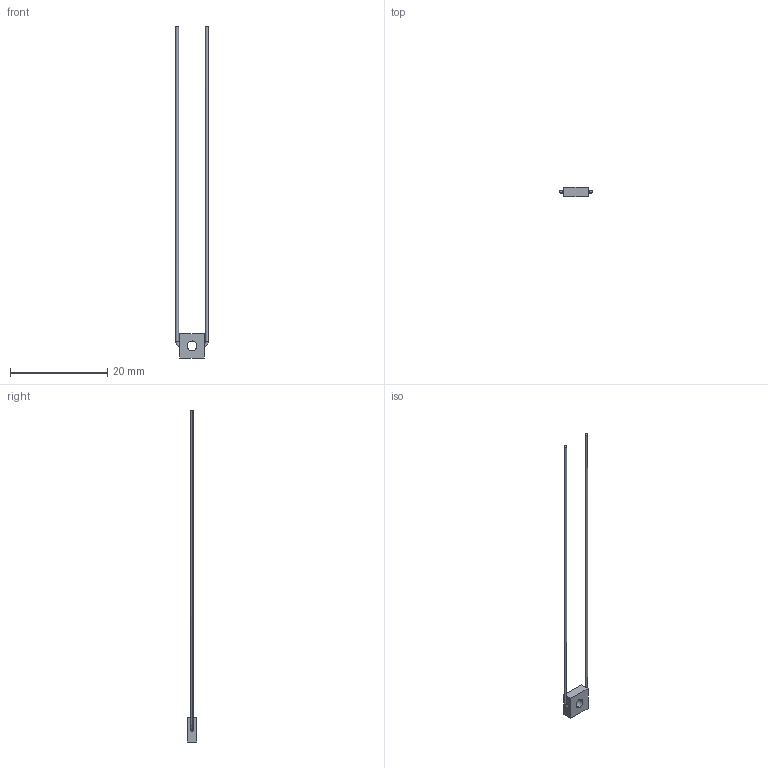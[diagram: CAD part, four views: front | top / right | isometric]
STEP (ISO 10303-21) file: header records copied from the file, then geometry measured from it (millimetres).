
FILE_DESCRIPTION (( 'STEP AP214' ), '1' );
FILE_NAME ('CTN008936.STEP', '2016-06-21T01:44:08', ( '' ), ( '' ), 'SwSTEP 2.0', 'SolidWorks 2016', '' );
FILE_SCHEMA (( 'AUTOMOTIVE_DESIGN' ));
Length unit declared in the file: millimetre
Products named in the file (1): CTN008936
Bounding box: 6.67 x 2 x 68.34 mm (x, y, z)
Volume: 73.1 mm3; surface area: 317.9 mm2
Topology: 1 solids, 1 shells, 18 faces, 38 edges, 24 vertices
Faces by surface type: bspline 8, plane 8, cylinder 2
Entity records: 947 total; most frequent: CARTESIAN_POINT 441, ORIENTED_EDGE 76, DIRECTION 52, EDGE_CURVE 38, VERTEX_POINT 24, EDGE_LOOP 22, AXIS2_PLACEMENT_3D 19, ADVANCED_FACE 18
